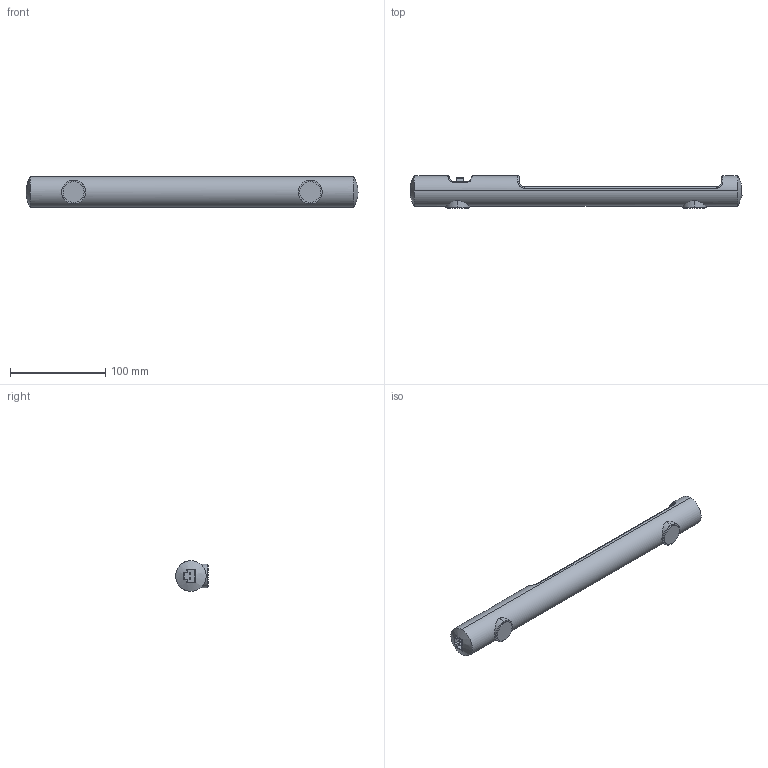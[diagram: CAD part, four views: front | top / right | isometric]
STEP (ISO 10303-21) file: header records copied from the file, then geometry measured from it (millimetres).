
FILE_DESCRIPTION (( 'STEP AP214' ), '1' );
FILE_NAME ('025400-00.STEP', '2014-06-25T16:01:08', ( '' ), ( '' ), 'SwSTEP 2.0', 'SolidWorks 2013', '' );
FILE_SCHEMA (( 'AUTOMOTIVE_DESIGN' ));
Length unit declared in the file: inch
Products named in the file (1): 025400-00
Bounding box: 349.35 x 34.29 x 32 mm (x, y, z)
Volume: 218349.4 mm3; surface area: 37018.2 mm2
Topology: 1 solids, 1 shells, 138 faces, 331 edges, 210 vertices
Faces by surface type: plane 85, cylinder 33, bspline 10, torus 6, cone 4
Entity records: 6652 total; most frequent: CARTESIAN_POINT 2334, ORIENTED_EDGE 662, DIRECTION 619, EDGE_CURVE 331, AXIS2_PLACEMENT_3D 211, VERTEX_POINT 210, VECTOR 197, LINE 197
